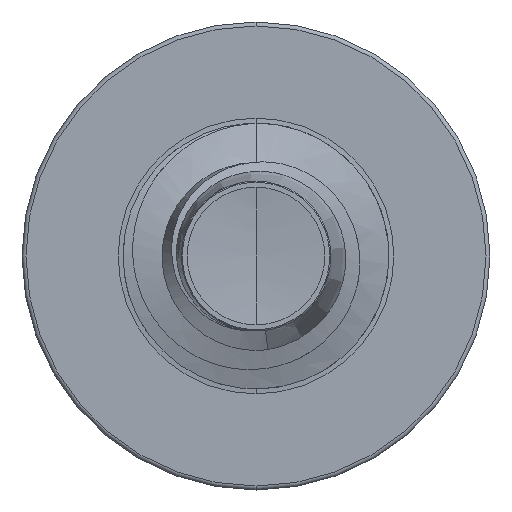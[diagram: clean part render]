
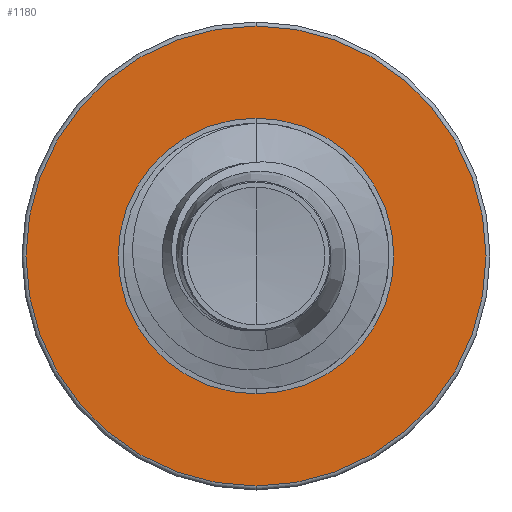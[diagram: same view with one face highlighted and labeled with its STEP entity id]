
A CAD part, front view. The second image highlights one B-rep face of the part: STEP entity #1180.
In plain terms, the highlighted planar face has unit normal (0, -1, 0).
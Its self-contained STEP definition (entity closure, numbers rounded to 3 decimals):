
#734 = CIRCLE ( 'NONE', #6718, 1.296 ) ;
#865 = AXIS2_PLACEMENT_3D ( 'NONE', #3741, #3688, #3707 ) ;
#1180 = ADVANCED_FACE ( 'NONE', ( #3045, #7014 ), #3996, .F. ) ;
#1337 = CIRCLE ( 'NONE', #9388, 1.296 ) ;
#2419 = CARTESIAN_POINT ( 'NONE',  ( 0., 2.5, 1.296 ) ) ;
#3045 = FACE_OUTER_BOUND ( 'NONE', #9700, .T. ) ;
#3595 = CARTESIAN_POINT ( 'NONE',  ( 0., 2.5, -1.296 ) ) ;
#3688 = DIRECTION ( 'NONE',  ( 0., 1., 0. ) ) ;
#3707 = DIRECTION ( 'NONE',  ( 0., 0., 1. ) ) ;
#3740 = EDGE_CURVE ( 'NONE', #9350, #7033, #1337, .T. ) ;
#3741 = CARTESIAN_POINT ( 'NONE',  ( 0., 2.5, -1.296 ) ) ;
#3996 = PLANE ( 'NONE',  #865 ) ;
#4019 = CARTESIAN_POINT ( 'NONE',  ( 0., 2.5, 2.163 ) ) ;
#4333 = CARTESIAN_POINT ( 'NONE',  ( 0., 2.5, -2.162 ) ) ;
#4949 = AXIS2_PLACEMENT_3D ( 'NONE', #9445, #9437, #9429 ) ;
#5324 = DIRECTION ( 'NONE',  ( 0., 0., 1. ) ) ;
#5327 = DIRECTION ( 'NONE',  ( 0., 1., 0. ) ) ;
#5332 = CARTESIAN_POINT ( 'NONE',  ( 0., 2.5, 0. ) ) ;
#6354 = ORIENTED_EDGE ( 'NONE', *, *, #9881, .F. ) ;
#6718 = AXIS2_PLACEMENT_3D ( 'NONE', #8748, #8738, #8730 ) ;
#6786 = CIRCLE ( 'NONE', #4949, 2.162 ) ;
#7014 = FACE_BOUND ( 'NONE', #7362, .T. ) ;
#7033 = VERTEX_POINT ( 'NONE', #2419 ) ;
#7362 = EDGE_LOOP ( 'NONE', ( #8619, #8613 ) ) ;
#7732 = EDGE_CURVE ( 'NONE', #7033, #9350, #734, .T. ) ;
#7834 = EDGE_CURVE ( 'NONE', #9108, #9191, #8775, .T. ) ;
#8242 = ORIENTED_EDGE ( 'NONE', *, *, #7834, .F. ) ;
#8339 = AXIS2_PLACEMENT_3D ( 'NONE', #8363, #8355, #8352 ) ;
#8352 = DIRECTION ( 'NONE',  ( 0., 0., 1. ) ) ;
#8355 = DIRECTION ( 'NONE',  ( 0., 1., 0. ) ) ;
#8363 = CARTESIAN_POINT ( 'NONE',  ( 0., 2.5, 0. ) ) ;
#8613 = ORIENTED_EDGE ( 'NONE', *, *, #3740, .T. ) ;
#8619 = ORIENTED_EDGE ( 'NONE', *, *, #7732, .T. ) ;
#8730 = DIRECTION ( 'NONE',  ( 0., 0., 1. ) ) ;
#8738 = DIRECTION ( 'NONE',  ( 0., 1., 0. ) ) ;
#8748 = CARTESIAN_POINT ( 'NONE',  ( 0., 2.5, 0. ) ) ;
#8775 = CIRCLE ( 'NONE', #8339, 2.162 ) ;
#9108 = VERTEX_POINT ( 'NONE', #4333 ) ;
#9191 = VERTEX_POINT ( 'NONE', #4019 ) ;
#9350 = VERTEX_POINT ( 'NONE', #3595 ) ;
#9388 = AXIS2_PLACEMENT_3D ( 'NONE', #5332, #5327, #5324 ) ;
#9429 = DIRECTION ( 'NONE',  ( 0., 0., 1. ) ) ;
#9437 = DIRECTION ( 'NONE',  ( 0., 1., 0. ) ) ;
#9445 = CARTESIAN_POINT ( 'NONE',  ( 0., 2.5, 0. ) ) ;
#9700 = EDGE_LOOP ( 'NONE', ( #6354, #8242 ) ) ;
#9881 = EDGE_CURVE ( 'NONE', #9191, #9108, #6786, .T. ) ;
